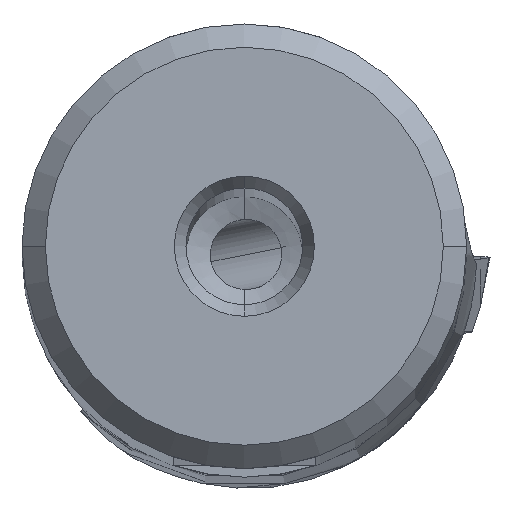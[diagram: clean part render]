
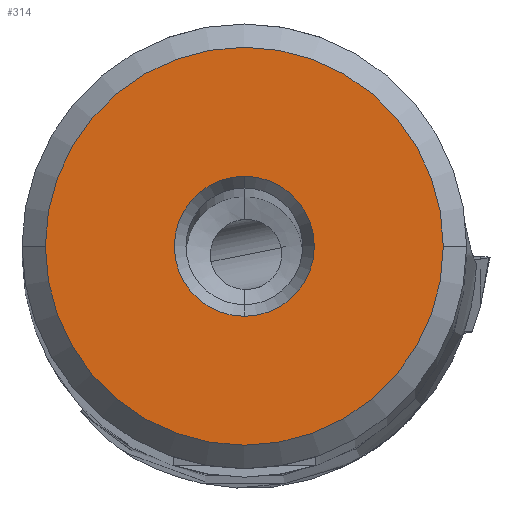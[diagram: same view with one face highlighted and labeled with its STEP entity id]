
A CAD part, top view. The second image highlights one B-rep face of the part: STEP entity #314.
In plain terms, the highlighted planar face has unit normal (0, 0, 1).
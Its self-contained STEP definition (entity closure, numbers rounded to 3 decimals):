
#314=ADVANCED_FACE('',(#448,#449),#414,.T.);
#414=PLANE('',#2107);
#448=FACE_BOUND('',#476,.T.);
#449=FACE_BOUND('',#477,.T.);
#476=EDGE_LOOP('',(#641,#642,#643,#644));
#477=EDGE_LOOP('',(#645,#646));
#641=ORIENTED_EDGE('',*,*,#1387,.F.);
#642=ORIENTED_EDGE('',*,*,#1388,.F.);
#643=ORIENTED_EDGE('',*,*,#1389,.F.);
#644=ORIENTED_EDGE('',*,*,#1390,.F.);
#645=ORIENTED_EDGE('',*,*,#1391,.F.);
#646=ORIENTED_EDGE('',*,*,#1392,.F.);
#1183=VERTEX_POINT('',#2969);
#1184=VERTEX_POINT('',#2970);
#1185=VERTEX_POINT('',#2972);
#1186=VERTEX_POINT('',#2974);
#1187=VERTEX_POINT('',#2977);
#1188=VERTEX_POINT('',#2978);
#1387=EDGE_CURVE('',#1183,#1184,#1665,.T.);
#1388=EDGE_CURVE('',#1185,#1183,#1666,.T.);
#1389=EDGE_CURVE('',#1186,#1185,#1667,.T.);
#1390=EDGE_CURVE('',#1184,#1186,#1668,.T.);
#1391=EDGE_CURVE('',#1187,#1188,#1669,.T.);
#1392=EDGE_CURVE('',#1188,#1187,#1670,.T.);
#1665=CIRCLE('',#2101,8.525);
#1666=CIRCLE('',#2102,8.525);
#1667=CIRCLE('',#2103,8.525);
#1668=CIRCLE('',#2104,8.525);
#1669=CIRCLE('',#2105,3.);
#1670=CIRCLE('',#2106,3.);
#2101=AXIS2_PLACEMENT_3D('',#2968,#2399,#2400);
#2102=AXIS2_PLACEMENT_3D('',#2971,#2401,#2402);
#2103=AXIS2_PLACEMENT_3D('',#2973,#2403,#2404);
#2104=AXIS2_PLACEMENT_3D('',#2975,#2405,#2406);
#2105=AXIS2_PLACEMENT_3D('',#2976,#2407,#2408);
#2106=AXIS2_PLACEMENT_3D('',#2979,#2409,#2410);
#2107=AXIS2_PLACEMENT_3D('',#2980,#2411,#2412);
#2399=DIRECTION('',(0.,0.,-1.));
#2400=DIRECTION('',(0.,1.,0.));
#2401=DIRECTION('',(0.,0.,-1.));
#2402=DIRECTION('',(-1.,0.,0.));
#2403=DIRECTION('',(0.,0.,-1.));
#2404=DIRECTION('',(0.,-1.,0.));
#2405=DIRECTION('',(0.,0.,-1.));
#2406=DIRECTION('',(1.,0.,0.));
#2407=DIRECTION('',(0.,0.,1.));
#2408=DIRECTION('',(0.,-1.,0.));
#2409=DIRECTION('',(0.,0.,1.));
#2410=DIRECTION('',(0.,1.,0.));
#2411=DIRECTION('',(0.,0.,1.));
#2412=DIRECTION('',(1.,0.,0.));
#2968=CARTESIAN_POINT('',(0.,0.,0.));
#2969=CARTESIAN_POINT('',(0.,8.525,0.));
#2970=CARTESIAN_POINT('',(8.525,0.,0.));
#2971=CARTESIAN_POINT('',(0.,0.,0.));
#2972=CARTESIAN_POINT('',(-8.525,0.,0.));
#2973=CARTESIAN_POINT('',(0.,0.,0.));
#2974=CARTESIAN_POINT('',(0.,-8.525,0.));
#2975=CARTESIAN_POINT('',(0.,0.,0.));
#2976=CARTESIAN_POINT('',(0.,0.,0.));
#2977=CARTESIAN_POINT('',(0.,-3.,0.));
#2978=CARTESIAN_POINT('',(0.,3.,0.));
#2979=CARTESIAN_POINT('',(0.,0.,0.));
#2980=CARTESIAN_POINT('',(0.,0.,0.));
